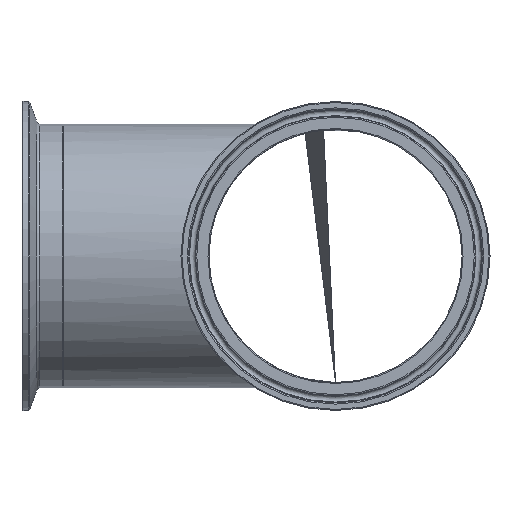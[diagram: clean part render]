
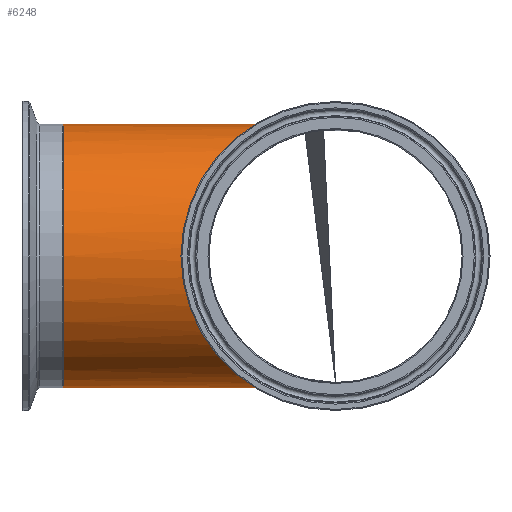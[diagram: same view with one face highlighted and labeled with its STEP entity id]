
A CAD part, left-side view. The second image highlights one B-rep face of the part: STEP entity #6248.
In plain terms, the highlighted cylindrical face has radius 50.8 mm (diameter 101.6 mm), a full revolution.
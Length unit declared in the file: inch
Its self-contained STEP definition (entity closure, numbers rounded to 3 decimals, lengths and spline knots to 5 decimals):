
#79=ELLIPSE('',#6614,2.87296,2.);
#80=ELLIPSE('',#6615,2.87296,2.);
#128=FACE_BOUND('',#1464,.T.);
#1062=FACE_OUTER_BOUND('',#1463,.T.);
#1463=EDGE_LOOP('',(#5684,#5685));
#1464=EDGE_LOOP('',(#5686));
#2479=CIRCLE('',#6609,2.);
#3082=VERTEX_POINT('',#13294);
#3083=VERTEX_POINT('',#13295);
#3087=VERTEX_POINT('',#13313);
#3970=EDGE_CURVE('',#3087,#3087,#2479,.T.);
#3973=EDGE_CURVE('',#3083,#3082,#79,.T.);
#3974=EDGE_CURVE('',#3082,#3083,#80,.T.);
#5684=ORIENTED_EDGE('',*,*,#3974,.F.);
#5685=ORIENTED_EDGE('',*,*,#3973,.F.);
#5686=ORIENTED_EDGE('',*,*,#3970,.T.);
#5833=CYLINDRICAL_SURFACE('',#6623,2.);
#6248=ADVANCED_FACE('',(#1062,#128),#5833,.T.);
#6609=AXIS2_PLACEMENT_3D('',#13314,#7733,#7734);
#6614=AXIS2_PLACEMENT_3D('',#13371,#7743,#7744);
#6615=AXIS2_PLACEMENT_3D('',#13422,#7745,#7746);
#6623=AXIS2_PLACEMENT_3D('',#13435,#7761,#7762);
#7733=DIRECTION('center_axis',(0.,-1.,0.));
#7734=DIRECTION('ref_axis',(1.,0.,0.));
#7743=DIRECTION('center_axis',(-0.718,-0.696,0.));
#7744=DIRECTION('ref_axis',(-0.696,0.718,0.));
#7745=DIRECTION('center_axis',(0.718,-0.696,0.));
#7746=DIRECTION('ref_axis',(0.696,0.718,0.));
#7761=DIRECTION('center_axis',(0.,-1.,0.));
#7762=DIRECTION('ref_axis',(1.,0.,0.));
#13294=CARTESIAN_POINT('',(0.,0.,
-2.));
#13295=CARTESIAN_POINT('',(0.,0.,
2.));
#13313=CARTESIAN_POINT('',(-2.,4.125,0.));
#13314=CARTESIAN_POINT('Origin',(0.,4.125,0.));
#13371=CARTESIAN_POINT('Origin',(0.,0.,
0.));
#13422=CARTESIAN_POINT('Origin',(0.,0.,
0.));
#13435=CARTESIAN_POINT('Origin',(0.,4.125,0.));
